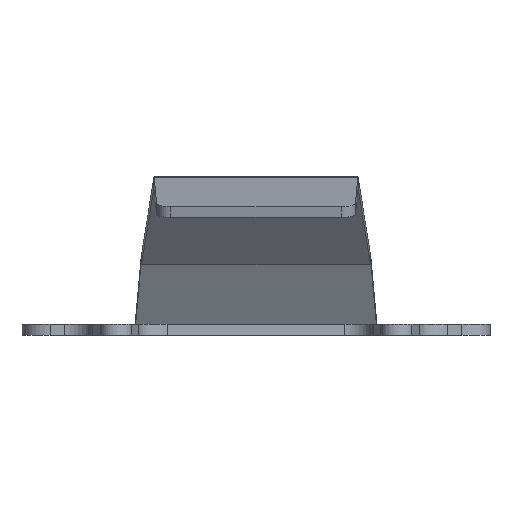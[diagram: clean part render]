
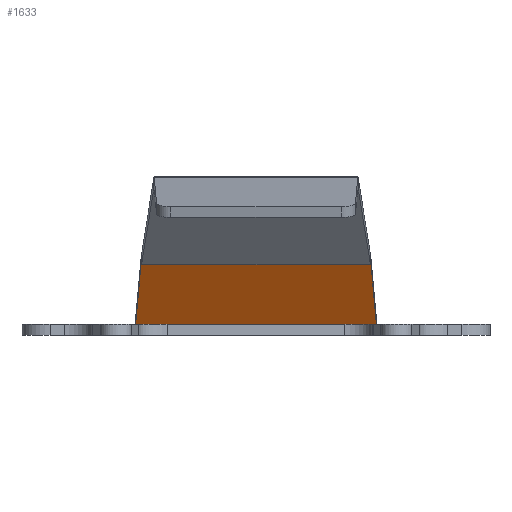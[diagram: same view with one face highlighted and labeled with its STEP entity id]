
A CAD part, front view. The second image highlights one B-rep face of the part: STEP entity #1633.
In plain terms, the highlighted planar face has unit normal (0, -0.866, -0.5).
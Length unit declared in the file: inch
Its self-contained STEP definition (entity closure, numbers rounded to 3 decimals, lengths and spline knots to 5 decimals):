
#28 = CARTESIAN_POINT ( 'NONE',  ( -0.12287, 0.82725, 0.07528 ) ) ;
#78 = DIRECTION ( 'NONE',  ( 0., 0.5, -0.866 ) ) ;
#112 = CARTESIAN_POINT ( 'NONE',  ( -0.1223, 0.82725, 0.07528 ) ) ;
#132 = VECTOR ( 'NONE', #1942, 39.37008 ) ;
#141 = VECTOR ( 'NONE', #348, 39.37008 ) ;
#222 = EDGE_CURVE ( 'NONE', #809, #954, #2033, .T. ) ;
#348 = DIRECTION ( 'NONE',  ( -1., 0., 0. ) ) ;
#513 = VECTOR ( 'NONE', #526, 39.37008 ) ;
#520 = ORIENTED_EDGE ( 'NONE', *, *, #222, .F. ) ;
#521 = DIRECTION ( 'NONE',  ( -0.079, 0.498, -0.863 ) ) ;
#526 = DIRECTION ( 'NONE',  ( -0.079, -0.498, 0.863 ) ) ;
#532 = ORIENTED_EDGE ( 'NONE', *, *, #1117, .F. ) ;
#547 = CARTESIAN_POINT ( 'NONE',  ( 0.1223, 0.82725, 0.07528 ) ) ;
#573 = EDGE_CURVE ( 'NONE', #818, #954, #1617, .T. ) ;
#616 = VERTEX_POINT ( 'NONE', #112 ) ;
#650 = LINE ( 'NONE', #1995, #2031 ) ;
#714 = VERTEX_POINT ( 'NONE', #1092 ) ;
#749 = EDGE_CURVE ( 'NONE', #1670, #714, #650, .T. ) ;
#809 = VERTEX_POINT ( 'NONE', #547 ) ;
#818 = VERTEX_POINT ( 'NONE', #1774 ) ;
#945 = ORIENTED_EDGE ( 'NONE', *, *, #1025, .F. ) ;
#954 = VERTEX_POINT ( 'NONE', #1379 ) ;
#1025 = EDGE_CURVE ( 'NONE', #1670, #616, #1038, .T. ) ;
#1038 = LINE ( 'NONE', #1125, #132 ) ;
#1092 = CARTESIAN_POINT ( 'NONE',  ( -0.12918, 0.86725, 0.006 ) ) ;
#1117 = EDGE_CURVE ( 'NONE', #616, #809, #1427, .T. ) ;
#1125 = CARTESIAN_POINT ( 'NONE',  ( -0.13, 0.82725, 0.07528 ) ) ;
#1157 = EDGE_CURVE ( 'NONE', #818, #714, #1588, .T. ) ;
#1195 = CARTESIAN_POINT ( 'NONE',  ( -0.13, 0.82725, 0.07528 ) ) ;
#1228 = ORIENTED_EDGE ( 'NONE', *, *, #749, .T. ) ;
#1341 = DIRECTION ( 'NONE',  ( 1., 0., 0. ) ) ;
#1379 = CARTESIAN_POINT ( 'NONE',  ( 0.12287, 0.82725, 0.07528 ) ) ;
#1411 = ORIENTED_EDGE ( 'NONE', *, *, #573, .T. ) ;
#1420 = VECTOR ( 'NONE', #2026, 39.37008 ) ;
#1427 = LINE ( 'NONE', #1681, #1420 ) ;
#1530 = EDGE_LOOP ( 'NONE', ( #945, #1228, #1596, #1411, #520, #532 ) ) ;
#1536 = VECTOR ( 'NONE', #1341, 39.37008 ) ;
#1588 = LINE ( 'NONE', #1862, #141 ) ;
#1596 = ORIENTED_EDGE ( 'NONE', *, *, #1157, .F. ) ;
#1617 = LINE ( 'NONE', #1634, #513 ) ;
#1628 = DIRECTION ( 'NONE',  ( 0., -0.866, -0.5 ) ) ;
#1633 = ADVANCED_FACE ( 'NONE', ( #2063 ), #1765, .T. ) ;
#1634 = CARTESIAN_POINT ( 'NONE',  ( 0.0935, 0.64104, 0.3978 ) ) ;
#1670 = VERTEX_POINT ( 'NONE', #28 ) ;
#1681 = CARTESIAN_POINT ( 'NONE',  ( 0.13, 0.82725, 0.07528 ) ) ;
#1732 = CARTESIAN_POINT ( 'NONE',  ( 0.13, 0.86725, 0.006 ) ) ;
#1765 = PLANE ( 'NONE',  #1771 ) ;
#1771 = AXIS2_PLACEMENT_3D ( 'NONE', #1732, #1628, #78 ) ;
#1774 = CARTESIAN_POINT ( 'NONE',  ( 0.12918, 0.86725, 0.006 ) ) ;
#1862 = CARTESIAN_POINT ( 'NONE',  ( -0.13, 0.86725, 0.006 ) ) ;
#1942 = DIRECTION ( 'NONE',  ( 1., 0., 0. ) ) ;
#1995 = CARTESIAN_POINT ( 'NONE',  ( -0.0935, 0.64104, 0.3978 ) ) ;
#2026 = DIRECTION ( 'NONE',  ( 1., 0., 0. ) ) ;
#2031 = VECTOR ( 'NONE', #521, 39.37008 ) ;
#2033 = LINE ( 'NONE', #1195, #1536 ) ;
#2063 = FACE_OUTER_BOUND ( 'NONE', #1530, .T. ) ;
